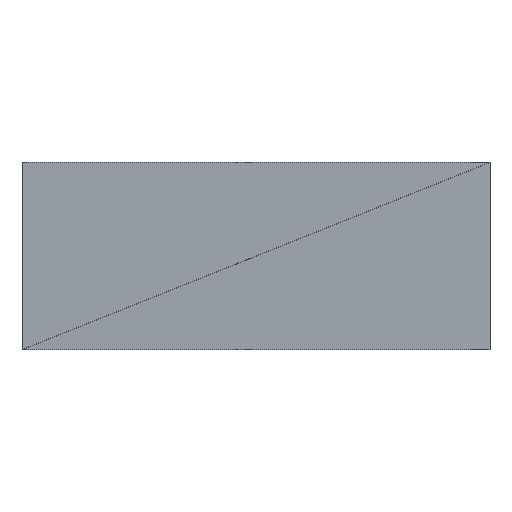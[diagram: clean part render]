
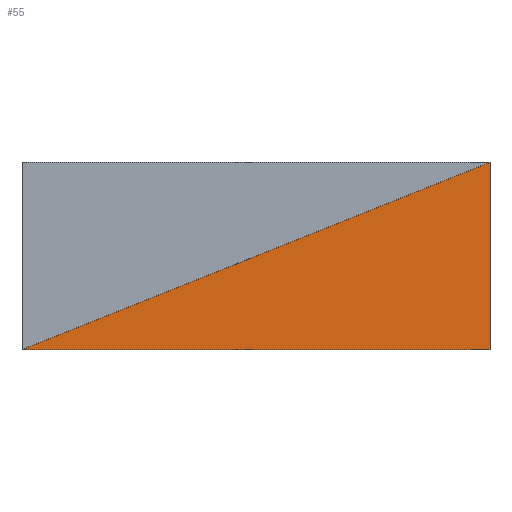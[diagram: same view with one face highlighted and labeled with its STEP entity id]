
A CAD part, front view. The second image highlights one B-rep face of the part: STEP entity #55.
In plain terms, the highlighted planar face has unit normal (0, -1, 0).
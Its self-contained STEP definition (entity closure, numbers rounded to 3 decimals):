
#20 = CARTESIAN_POINT('',(25.,0.,10.));
#31 = CARTESIAN_POINT('',(25.,0.,0.));
#55 = ADVANCED_FACE('',(#56),#59,.T.);
#56 = FACE_OUTER_BOUND('',#57,.T.);
#57 = POLY_LOOP('',(#20,#58,#31));
#58 = CARTESIAN_POINT('',(0.,0.,0.));
#59 = PLANE('',#60);
#60 = AXIS2_PLACEMENT_3D('',#61,#62,#63);
#61 = CARTESIAN_POINT('',(14.519,0.,2.981));
#62 = DIRECTION('',(-0.,-1.,-0.));
#63 = DIRECTION('',(0.,0.,-1.));
